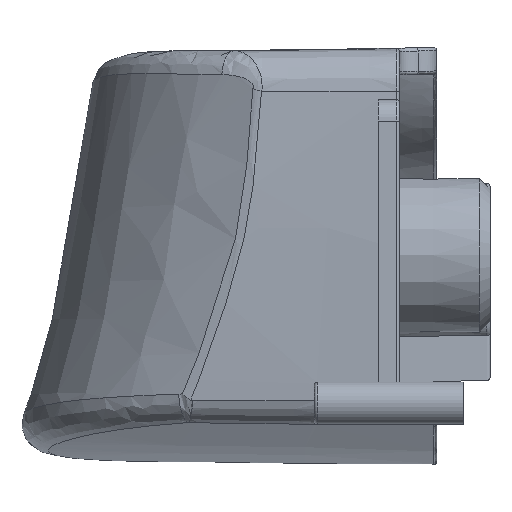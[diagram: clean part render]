
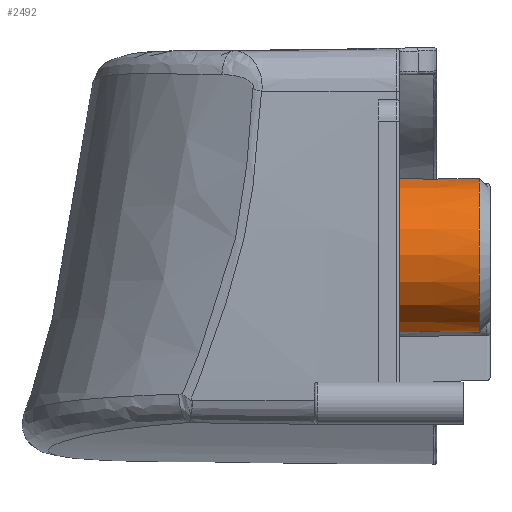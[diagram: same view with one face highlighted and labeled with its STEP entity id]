
A CAD part, left-side view. The second image highlights one B-rep face of the part: STEP entity #2492.
In plain terms, the highlighted conical face has half-angle 0.55 degrees and reference radius 3.6 mm.
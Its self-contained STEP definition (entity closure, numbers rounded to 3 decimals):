
#101=(
BOUNDED_CURVE()
B_SPLINE_CURVE(2,(#3995,#3996,#3997),.UNSPECIFIED.,.F.,.F.)
B_SPLINE_CURVE_WITH_KNOTS((3,3),(179.6,179.718),
 .UNSPECIFIED.)
CURVE()
GEOMETRIC_REPRESENTATION_ITEM()
RATIONAL_B_SPLINE_CURVE((1.,1.,1.))
REPRESENTATION_ITEM('')
);
#104=(
BOUNDED_CURVE()
B_SPLINE_CURVE(2,(#4032,#4033,#4034),.UNSPECIFIED.,.F.,.F.)
B_SPLINE_CURVE_WITH_KNOTS((3,3),(72.631,72.749),
 .UNSPECIFIED.)
CURVE()
GEOMETRIC_REPRESENTATION_ITEM()
RATIONAL_B_SPLINE_CURVE((1.,1.,1.))
REPRESENTATION_ITEM('')
);
#106=(
BOUNDED_CURVE()
B_SPLINE_CURVE(2,(#4053,#4054,#4055),.UNSPECIFIED.,.F.,.F.)
B_SPLINE_CURVE_WITH_KNOTS((3,3),(72.631,72.749),
 .UNSPECIFIED.)
CURVE()
GEOMETRIC_REPRESENTATION_ITEM()
RATIONAL_B_SPLINE_CURVE((1.,1.,1.))
REPRESENTATION_ITEM('')
);
#107=(
BOUNDED_CURVE()
B_SPLINE_CURVE(2,(#4058,#4059,#4060),.UNSPECIFIED.,.F.,.F.)
B_SPLINE_CURVE_WITH_KNOTS((3,3),(179.6,179.718),
 .UNSPECIFIED.)
CURVE()
GEOMETRIC_REPRESENTATION_ITEM()
RATIONAL_B_SPLINE_CURVE((1.,1.,1.))
REPRESENTATION_ITEM('')
);
#109=(
BOUNDED_CURVE()
B_SPLINE_CURVE(2,(#4079,#4080,#4081),.UNSPECIFIED.,.F.,.F.)
B_SPLINE_CURVE_WITH_KNOTS((3,3),(179.6,179.718),
 .UNSPECIFIED.)
CURVE()
GEOMETRIC_REPRESENTATION_ITEM()
RATIONAL_B_SPLINE_CURVE((1.,1.,1.))
REPRESENTATION_ITEM('')
);
#112=(
BOUNDED_CURVE()
B_SPLINE_CURVE(2,(#4116,#4117,#4118),.UNSPECIFIED.,.F.,.F.)
B_SPLINE_CURVE_WITH_KNOTS((3,3),(72.631,72.749),
 .UNSPECIFIED.)
CURVE()
GEOMETRIC_REPRESENTATION_ITEM()
RATIONAL_B_SPLINE_CURVE((1.,1.,1.))
REPRESENTATION_ITEM('')
);
#114=(
BOUNDED_CURVE()
B_SPLINE_CURVE(2,(#4137,#4138,#4139),.UNSPECIFIED.,.F.,.F.)
B_SPLINE_CURVE_WITH_KNOTS((3,3),(72.631,72.749),
 .UNSPECIFIED.)
CURVE()
GEOMETRIC_REPRESENTATION_ITEM()
RATIONAL_B_SPLINE_CURVE((1.,1.,1.))
REPRESENTATION_ITEM('')
);
#116=(
BOUNDED_CURVE()
B_SPLINE_CURVE(2,(#4146,#4147,#4148),.UNSPECIFIED.,.F.,.F.)
B_SPLINE_CURVE_WITH_KNOTS((3,3),(179.6,179.718),
 .UNSPECIFIED.)
CURVE()
GEOMETRIC_REPRESENTATION_ITEM()
RATIONAL_B_SPLINE_CURVE((1.,1.,1.))
REPRESENTATION_ITEM('')
);
#371=LINE('',#5599,#480);
#480=VECTOR('',#3223,3.6);
#490=CONICAL_SURFACE('',#2716,3.6,0.01);
#658=FACE_OUTER_BOUND('',#803,.T.);
#803=EDGE_LOOP('',(#2170,#2171,#2172,#2173,#2174,#2175,#2176,#2177,#2178,
#2179,#2180,#2181,#2182,#2183,#2184,#2185,#2186,#2187,#2188,#2189));
#861=CIRCLE('',#2573,3.731);
#863=CIRCLE('',#2575,3.731);
#864=CIRCLE('',#2576,3.731);
#866=CIRCLE('',#2578,3.731);
#868=CIRCLE('',#2580,3.731);
#918=CIRCLE('',#2715,3.605);
#919=CIRCLE('',#2717,3.721);
#920=CIRCLE('',#2718,3.721);
#921=CIRCLE('',#2719,3.721);
#922=CIRCLE('',#2720,3.721);
#976=VERTEX_POINT('',#3436);
#978=VERTEX_POINT('',#3440);
#979=VERTEX_POINT('',#3442);
#982=VERTEX_POINT('',#3448);
#983=VERTEX_POINT('',#3450);
#984=VERTEX_POINT('',#3452);
#987=VERTEX_POINT('',#3458);
#988=VERTEX_POINT('',#3460);
#991=VERTEX_POINT('',#3466);
#1024=VERTEX_POINT('',#3994);
#1029=VERTEX_POINT('',#4030);
#1032=VERTEX_POINT('',#4051);
#1033=VERTEX_POINT('',#4057);
#1036=VERTEX_POINT('',#4078);
#1041=VERTEX_POINT('',#4114);
#1044=VERTEX_POINT('',#4135);
#1045=VERTEX_POINT('',#4145);
#1162=VERTEX_POINT('',#5593);
#1243=EDGE_CURVE('',#979,#978,#861,.T.);
#1247=EDGE_CURVE('',#983,#982,#863,.T.);
#1248=EDGE_CURVE('',#984,#983,#864,.T.);
#1252=EDGE_CURVE('',#988,#987,#866,.T.);
#1256=EDGE_CURVE('',#976,#991,#868,.T.);
#1306=EDGE_CURVE('',#976,#1024,#101,.F.);
#1313=EDGE_CURVE('',#1029,#991,#104,.F.);
#1317=EDGE_CURVE('',#1032,#978,#106,.F.);
#1318=EDGE_CURVE('',#988,#1033,#107,.F.);
#1322=EDGE_CURVE('',#979,#1036,#109,.F.);
#1329=EDGE_CURVE('',#1041,#987,#112,.F.);
#1333=EDGE_CURVE('',#1044,#982,#114,.F.);
#1335=EDGE_CURVE('',#984,#1045,#116,.F.);
#1527=EDGE_CURVE('',#1162,#1162,#918,.T.);
#1529=EDGE_CURVE('',#1033,#1029,#919,.T.);
#1530=EDGE_CURVE('',#1045,#1041,#920,.T.);
#1531=EDGE_CURVE('',#983,#1162,#371,.T.);
#1532=EDGE_CURVE('',#1036,#1044,#921,.T.);
#1533=EDGE_CURVE('',#1024,#1032,#922,.T.);
#2170=ORIENTED_EDGE('',*,*,#1256,.T.);
#2171=ORIENTED_EDGE('',*,*,#1313,.F.);
#2172=ORIENTED_EDGE('',*,*,#1529,.F.);
#2173=ORIENTED_EDGE('',*,*,#1318,.F.);
#2174=ORIENTED_EDGE('',*,*,#1252,.T.);
#2175=ORIENTED_EDGE('',*,*,#1329,.F.);
#2176=ORIENTED_EDGE('',*,*,#1530,.F.);
#2177=ORIENTED_EDGE('',*,*,#1335,.F.);
#2178=ORIENTED_EDGE('',*,*,#1248,.T.);
#2179=ORIENTED_EDGE('',*,*,#1531,.T.);
#2180=ORIENTED_EDGE('',*,*,#1527,.T.);
#2181=ORIENTED_EDGE('',*,*,#1531,.F.);
#2182=ORIENTED_EDGE('',*,*,#1247,.T.);
#2183=ORIENTED_EDGE('',*,*,#1333,.F.);
#2184=ORIENTED_EDGE('',*,*,#1532,.F.);
#2185=ORIENTED_EDGE('',*,*,#1322,.F.);
#2186=ORIENTED_EDGE('',*,*,#1243,.T.);
#2187=ORIENTED_EDGE('',*,*,#1317,.F.);
#2188=ORIENTED_EDGE('',*,*,#1533,.F.);
#2189=ORIENTED_EDGE('',*,*,#1306,.F.);
#2492=ADVANCED_FACE('',(#658),#490,.T.);
#2573=AXIS2_PLACEMENT_3D('',#3443,#2843,#2844);
#2575=AXIS2_PLACEMENT_3D('',#3451,#2849,#2850);
#2576=AXIS2_PLACEMENT_3D('',#3453,#2851,#2852);
#2578=AXIS2_PLACEMENT_3D('',#3461,#2857,#2858);
#2580=AXIS2_PLACEMENT_3D('',#3468,#2863,#2864);
#2715=AXIS2_PLACEMENT_3D('',#5594,#3214,#3215);
#2716=AXIS2_PLACEMENT_3D('',#5596,#3217,#3218);
#2717=AXIS2_PLACEMENT_3D('',#5597,#3219,#3220);
#2718=AXIS2_PLACEMENT_3D('',#5598,#3221,#3222);
#2719=AXIS2_PLACEMENT_3D('',#5600,#3224,#3225);
#2720=AXIS2_PLACEMENT_3D('',#5601,#3226,#3227);
#2843=DIRECTION('center_axis',(0.,-1.,0.));
#2844=DIRECTION('ref_axis',(1.,0.,0.));
#2849=DIRECTION('center_axis',(0.,-1.,0.));
#2850=DIRECTION('ref_axis',(1.,0.,0.));
#2851=DIRECTION('center_axis',(0.,-1.,0.));
#2852=DIRECTION('ref_axis',(1.,0.,0.));
#2857=DIRECTION('center_axis',(0.,-1.,0.));
#2858=DIRECTION('ref_axis',(1.,0.,0.));
#2863=DIRECTION('center_axis',(0.,-1.,0.));
#2864=DIRECTION('ref_axis',(1.,0.,0.));
#3214=DIRECTION('center_axis',(0.,1.,0.));
#3215=DIRECTION('ref_axis',(1.,0.,0.));
#3217=DIRECTION('center_axis',(0.,1.,0.));
#3218=DIRECTION('ref_axis',(1.,0.,0.));
#3219=DIRECTION('center_axis',(0.,1.,0.));
#3220=DIRECTION('ref_axis',(1.,0.,0.));
#3221=DIRECTION('center_axis',(0.,1.,0.));
#3222=DIRECTION('ref_axis',(1.,0.,0.));
#3223=DIRECTION('',(0.01,-1.,0.));
#3224=DIRECTION('center_axis',(0.,1.,0.));
#3225=DIRECTION('ref_axis',(1.,0.,0.));
#3226=DIRECTION('center_axis',(0.,1.,0.));
#3227=DIRECTION('ref_axis',(1.,0.,0.));
#3436=CARTESIAN_POINT('',(3.046,13.65,-2.154));
#3440=CARTESIAN_POINT('',(2.154,13.65,-3.046));
#3442=CARTESIAN_POINT('',(-2.154,13.65,-3.046));
#3443=CARTESIAN_POINT('Origin',(0.,13.65,0.));
#3448=CARTESIAN_POINT('',(-3.046,13.65,-2.154));
#3450=CARTESIAN_POINT('',(-3.731,13.65,0.));
#3451=CARTESIAN_POINT('Origin',(0.,13.65,0.));
#3452=CARTESIAN_POINT('',(-3.046,13.65,2.154));
#3453=CARTESIAN_POINT('Origin',(0.,13.65,0.));
#3458=CARTESIAN_POINT('',(-2.154,13.65,3.046));
#3460=CARTESIAN_POINT('',(2.154,13.65,3.046));
#3461=CARTESIAN_POINT('Origin',(0.,13.65,0.));
#3466=CARTESIAN_POINT('',(3.046,13.65,2.154));
#3468=CARTESIAN_POINT('Origin',(0.,13.65,0.));
#3994=CARTESIAN_POINT('',(3.034,12.65,-2.155));
#3995=CARTESIAN_POINT('Ctrl Pts',(3.034,12.65,-2.155));
#3996=CARTESIAN_POINT('Ctrl Pts',(3.04,13.149,-2.155));
#3997=CARTESIAN_POINT('Ctrl Pts',(3.046,13.65,-2.154));
#4030=CARTESIAN_POINT('',(3.034,12.65,2.155));
#4032=CARTESIAN_POINT('Ctrl Pts',(3.046,13.65,2.154));
#4033=CARTESIAN_POINT('Ctrl Pts',(3.04,13.149,2.155));
#4034=CARTESIAN_POINT('Ctrl Pts',(3.034,12.65,2.155));
#4051=CARTESIAN_POINT('',(2.155,12.65,-3.034));
#4053=CARTESIAN_POINT('Ctrl Pts',(2.154,13.65,-3.046));
#4054=CARTESIAN_POINT('Ctrl Pts',(2.155,13.149,-3.04));
#4055=CARTESIAN_POINT('Ctrl Pts',(2.155,12.65,-3.034));
#4057=CARTESIAN_POINT('',(2.155,12.65,3.034));
#4058=CARTESIAN_POINT('Ctrl Pts',(2.155,12.65,3.034));
#4059=CARTESIAN_POINT('Ctrl Pts',(2.155,13.149,3.04));
#4060=CARTESIAN_POINT('Ctrl Pts',(2.154,13.65,3.046));
#4078=CARTESIAN_POINT('',(-2.155,12.65,-3.034));
#4079=CARTESIAN_POINT('Ctrl Pts',(-2.155,12.65,-3.034));
#4080=CARTESIAN_POINT('Ctrl Pts',(-2.155,13.149,-3.04));
#4081=CARTESIAN_POINT('Ctrl Pts',(-2.154,13.65,-3.046));
#4114=CARTESIAN_POINT('',(-2.155,12.65,3.034));
#4116=CARTESIAN_POINT('Ctrl Pts',(-2.154,13.65,3.046));
#4117=CARTESIAN_POINT('Ctrl Pts',(-2.155,13.149,3.04));
#4118=CARTESIAN_POINT('Ctrl Pts',(-2.155,12.65,3.034));
#4135=CARTESIAN_POINT('',(-3.034,12.65,-2.155));
#4137=CARTESIAN_POINT('Ctrl Pts',(-3.046,13.65,-2.154));
#4138=CARTESIAN_POINT('Ctrl Pts',(-3.04,13.149,-2.155));
#4139=CARTESIAN_POINT('Ctrl Pts',(-3.034,12.65,-2.155));
#4145=CARTESIAN_POINT('',(-3.034,12.65,2.155));
#4146=CARTESIAN_POINT('Ctrl Pts',(-3.034,12.65,2.155));
#4147=CARTESIAN_POINT('Ctrl Pts',(-3.04,13.149,2.155));
#4148=CARTESIAN_POINT('Ctrl Pts',(-3.046,13.65,2.154));
#5593=CARTESIAN_POINT('',(-3.605,0.5,0.));
#5594=CARTESIAN_POINT('Origin',(0.,0.5,0.));
#5596=CARTESIAN_POINT('Origin',(0.,0.,0.));
#5597=CARTESIAN_POINT('Origin',(0.,12.65,0.));
#5598=CARTESIAN_POINT('Origin',(0.,12.65,0.));
#5599=CARTESIAN_POINT('',(-3.6,0.,0.));
#5600=CARTESIAN_POINT('Origin',(0.,12.65,0.));
#5601=CARTESIAN_POINT('Origin',(0.,12.65,0.));
